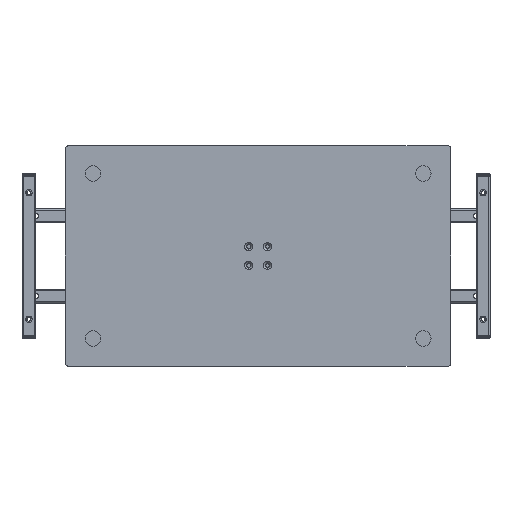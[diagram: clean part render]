
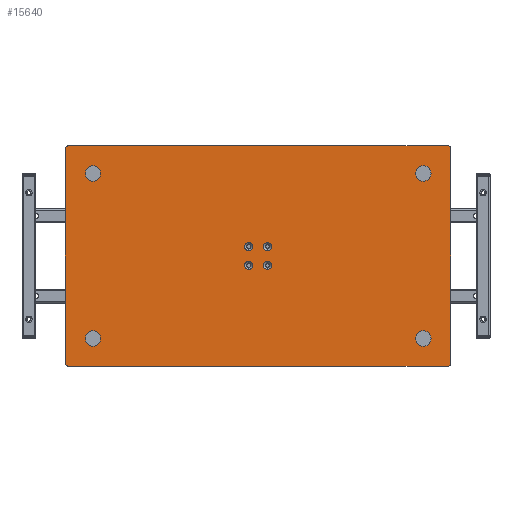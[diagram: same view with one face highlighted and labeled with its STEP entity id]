
A CAD part, front view. The second image highlights one B-rep face of the part: STEP entity #15640.
In plain terms, the highlighted planar face has unit normal (0, -1, 0).
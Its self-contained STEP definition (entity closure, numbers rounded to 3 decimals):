
#65 = DIRECTION ( 'NONE',  ( 0., -1., 0. ) ) ;
#338 = VECTOR ( 'NONE', #7353, 1000. ) ;
#422 = EDGE_LOOP ( 'NONE', ( #10144, #4811 ) ) ;
#442 = DIRECTION ( 'NONE',  ( 0., 0., -1. ) ) ;
#540 = DIRECTION ( 'NONE',  ( 0., 0., -1. ) ) ;
#597 = EDGE_CURVE ( 'NONE', #8236, #7296, #4636, .T. ) ;
#1135 = VERTEX_POINT ( 'NONE', #4946 ) ;
#1137 = VERTEX_POINT ( 'NONE', #11224 ) ;
#1162 = EDGE_CURVE ( 'NONE', #13658, #1137, #3445, .T. ) ;
#1409 = EDGE_CURVE ( 'NONE', #4164, #1839, #5394, .T. ) ;
#1593 = CARTESIAN_POINT ( 'NONE',  ( 17., 0., -17. ) ) ;
#1628 = DIRECTION ( 'NONE',  ( 0., -1., 0. ) ) ;
#1679 = CARTESIAN_POINT ( 'NONE',  ( -17., 0., 17. ) ) ;
#1839 = VERTEX_POINT ( 'NONE', #3510 ) ;
#1853 = EDGE_CURVE ( 'NONE', #13362, #15163, #4446, .T. ) ;
#1887 = AXIS2_PLACEMENT_3D ( 'NONE', #3688, #65, #8763 ) ;
#2082 = LINE ( 'NONE', #12315, #14934 ) ;
#2100 = CARTESIAN_POINT ( 'NONE',  ( 345., 0., -200. ) ) ;
#2196 = FACE_BOUND ( 'NONE', #6909, .T. ) ;
#2409 = CARTESIAN_POINT ( 'NONE',  ( -17., 0., 9.5 ) ) ;
#2538 = EDGE_CURVE ( 'NONE', #14466, #1135, #4450, .T. ) ;
#2730 = DIRECTION ( 'NONE',  ( 0., 0., -1. ) ) ;
#2772 = CARTESIAN_POINT ( 'NONE',  ( -350., 0., -195. ) ) ;
#2779 = DIRECTION ( 'NONE',  ( 0., -1., 0. ) ) ;
#2806 = ORIENTED_EDGE ( 'NONE', *, *, #1162, .F. ) ;
#2879 = AXIS2_PLACEMENT_3D ( 'NONE', #1593, #12764, #2730 ) ;
#2911 = DIRECTION ( 'NONE',  ( 0., -1., 0. ) ) ;
#2934 = DIRECTION ( 'NONE',  ( 0., -1., 0. ) ) ;
#3042 = ORIENTED_EDGE ( 'NONE', *, *, #1409, .F. ) ;
#3091 = AXIS2_PLACEMENT_3D ( 'NONE', #6913, #8091, #540 ) ;
#3227 = CIRCLE ( 'NONE', #5157, 7.5 ) ;
#3282 = CARTESIAN_POINT ( 'NONE',  ( -350., 0., -200. ) ) ;
#3430 = EDGE_CURVE ( 'NONE', #14588, #7296, #2082, .T. ) ;
#3434 = DIRECTION ( 'NONE',  ( -1., 0., 0. ) ) ;
#3445 = CIRCLE ( 'NONE', #1887, 7.5 ) ;
#3510 = CARTESIAN_POINT ( 'NONE',  ( 17., 0., -9.5 ) ) ;
#3617 = ORIENTED_EDGE ( 'NONE', *, *, #2538, .F. ) ;
#3688 = CARTESIAN_POINT ( 'NONE',  ( -17., 0., 17. ) ) ;
#3829 = DIRECTION ( 'NONE',  ( 0., 1., 0. ) ) ;
#3952 = ORIENTED_EDGE ( 'NONE', *, *, #13002, .F. ) ;
#3993 = AXIS2_PLACEMENT_3D ( 'NONE', #7839, #1628, #442 ) ;
#4150 = DIRECTION ( 'NONE',  ( 0., 0., -1. ) ) ;
#4158 = DIRECTION ( 'NONE',  ( 0., 0., 1. ) ) ;
#4164 = VERTEX_POINT ( 'NONE', #11456 ) ;
#4211 = CIRCLE ( 'NONE', #11466, 5. ) ;
#4220 = DIRECTION ( 'NONE',  ( 0., -1., 0. ) ) ;
#4446 = CIRCLE ( 'NONE', #12880, 5. ) ;
#4450 = CIRCLE ( 'NONE', #6436, 7.5 ) ;
#4636 = CIRCLE ( 'NONE', #13065, 5. ) ;
#4811 = ORIENTED_EDGE ( 'NONE', *, *, #9868, .F. ) ;
#4887 = DIRECTION ( 'NONE',  ( 0., 0., 1. ) ) ;
#4946 = CARTESIAN_POINT ( 'NONE',  ( -17., 0., -9.5 ) ) ;
#4994 = DIRECTION ( 'NONE',  ( 0., 0., -1. ) ) ;
#5157 = AXIS2_PLACEMENT_3D ( 'NONE', #1679, #2934, #10369 ) ;
#5187 = ORIENTED_EDGE ( 'NONE', *, *, #11715, .F. ) ;
#5394 = CIRCLE ( 'NONE', #15151, 7.5 ) ;
#5465 = ORIENTED_EDGE ( 'NONE', *, *, #16137, .F. ) ;
#5488 = EDGE_CURVE ( 'NONE', #8082, #15751, #9818, .T. ) ;
#5511 = LINE ( 'NONE', #3282, #5905 ) ;
#5905 = VECTOR ( 'NONE', #5908, 1000. ) ;
#5908 = DIRECTION ( 'NONE',  ( 0., 0., 1. ) ) ;
#5909 = CARTESIAN_POINT ( 'NONE',  ( -350., 0., 195. ) ) ;
#5919 = FACE_BOUND ( 'NONE', #8062, .T. ) ;
#6080 = AXIS2_PLACEMENT_3D ( 'NONE', #7391, #3829, #14933 ) ;
#6122 = CARTESIAN_POINT ( 'NONE',  ( 350., 0., -200. ) ) ;
#6436 = AXIS2_PLACEMENT_3D ( 'NONE', #10396, #2911, #4150 ) ;
#6571 = EDGE_LOOP ( 'NONE', ( #5465, #11916, #12284, #11362, #5187, #11989, #7585, #9157 ) ) ;
#6582 = CARTESIAN_POINT ( 'NONE',  ( -345., 0., 195. ) ) ;
#6909 = EDGE_LOOP ( 'NONE', ( #2806, #7963 ) ) ;
#6913 = CARTESIAN_POINT ( 'NONE',  ( -17., 0., -17. ) ) ;
#7083 = AXIS2_PLACEMENT_3D ( 'NONE', #14546, #8081, #12005 ) ;
#7296 = VERTEX_POINT ( 'NONE', #11227 ) ;
#7353 = DIRECTION ( 'NONE',  ( 0., 0., -1. ) ) ;
#7391 = CARTESIAN_POINT ( 'NONE',  ( 0., 0., 0. ) ) ;
#7395 = CARTESIAN_POINT ( 'NONE',  ( 17., 0., 24.5 ) ) ;
#7585 = ORIENTED_EDGE ( 'NONE', *, *, #13911, .F. ) ;
#7839 = CARTESIAN_POINT ( 'NONE',  ( 17., 0., 17. ) ) ;
#7963 = ORIENTED_EDGE ( 'NONE', *, *, #9761, .F. ) ;
#8062 = EDGE_LOOP ( 'NONE', ( #3042, #13329 ) ) ;
#8081 = DIRECTION ( 'NONE',  ( 0., -1., 0. ) ) ;
#8082 = VERTEX_POINT ( 'NONE', #9994 ) ;
#8091 = DIRECTION ( 'NONE',  ( 0., -1., 0. ) ) ;
#8097 = CARTESIAN_POINT ( 'NONE',  ( -17., 0., -24.5 ) ) ;
#8236 = VERTEX_POINT ( 'NONE', #2772 ) ;
#8598 = CARTESIAN_POINT ( 'NONE',  ( 345., 0., 195. ) ) ;
#8751 = DIRECTION ( 'NONE',  ( 0., -1., 0. ) ) ;
#8763 = DIRECTION ( 'NONE',  ( 0., 0., -1. ) ) ;
#9157 = ORIENTED_EDGE ( 'NONE', *, *, #1853, .T. ) ;
#9680 = LINE ( 'NONE', #11670, #12014 ) ;
#9761 = EDGE_CURVE ( 'NONE', #1137, #13658, #3227, .T. ) ;
#9818 = CIRCLE ( 'NONE', #7083, 7.5 ) ;
#9868 = EDGE_CURVE ( 'NONE', #15751, #8082, #11620, .T. ) ;
#9994 = CARTESIAN_POINT ( 'NONE',  ( 17., 0., 9.5 ) ) ;
#10060 = DIRECTION ( 'NONE',  ( 0., 0., 1. ) ) ;
#10144 = ORIENTED_EDGE ( 'NONE', *, *, #5488, .F. ) ;
#10278 = DIRECTION ( 'NONE',  ( 0., 0., 1. ) ) ;
#10369 = DIRECTION ( 'NONE',  ( 0., 0., -1. ) ) ;
#10381 = DIRECTION ( 'NONE',  ( 0., -1., 0. ) ) ;
#10396 = CARTESIAN_POINT ( 'NONE',  ( -17., 0., -17. ) ) ;
#10475 = DIRECTION ( 'NONE',  ( 1., 0., 0. ) ) ;
#10669 = CIRCLE ( 'NONE', #3091, 7.5 ) ;
#11205 = PLANE ( 'NONE',  #6080 ) ;
#11209 = CARTESIAN_POINT ( 'NONE',  ( 345., 0., 200. ) ) ;
#11224 = CARTESIAN_POINT ( 'NONE',  ( -17., 0., 24.5 ) ) ;
#11227 = CARTESIAN_POINT ( 'NONE',  ( -345., 0., -200. ) ) ;
#11330 = CARTESIAN_POINT ( 'NONE',  ( 17., 0., -17. ) ) ;
#11362 = ORIENTED_EDGE ( 'NONE', *, *, #13768, .T. ) ;
#11391 = EDGE_LOOP ( 'NONE', ( #3617, #3952 ) ) ;
#11456 = CARTESIAN_POINT ( 'NONE',  ( 17., 0., -24.5 ) ) ;
#11466 = AXIS2_PLACEMENT_3D ( 'NONE', #8598, #13500, #4887 ) ;
#11620 = CIRCLE ( 'NONE', #3993, 7.5 ) ;
#11632 = CIRCLE ( 'NONE', #15514, 5. ) ;
#11670 = CARTESIAN_POINT ( 'NONE',  ( -350., 0., 200. ) ) ;
#11702 = VERTEX_POINT ( 'NONE', #15901 ) ;
#11715 = EDGE_CURVE ( 'NONE', #11702, #16026, #14342, .T. ) ;
#11916 = ORIENTED_EDGE ( 'NONE', *, *, #597, .T. ) ;
#11989 = ORIENTED_EDGE ( 'NONE', *, *, #13183, .T. ) ;
#12005 = DIRECTION ( 'NONE',  ( 0., 0., -1. ) ) ;
#12014 = VECTOR ( 'NONE', #10475, 1000. ) ;
#12138 = FACE_BOUND ( 'NONE', #11391, .T. ) ;
#12284 = ORIENTED_EDGE ( 'NONE', *, *, #3430, .F. ) ;
#12295 = EDGE_CURVE ( 'NONE', #1839, #4164, #15154, .T. ) ;
#12315 = CARTESIAN_POINT ( 'NONE',  ( -350., 0., -200. ) ) ;
#12733 = FACE_OUTER_BOUND ( 'NONE', #6571, .T. ) ;
#12764 = DIRECTION ( 'NONE',  ( 0., -1., 0. ) ) ;
#12822 = CARTESIAN_POINT ( 'NONE',  ( 345., 0., -195. ) ) ;
#12880 = AXIS2_PLACEMENT_3D ( 'NONE', #6582, #2779, #10060 ) ;
#12929 = FACE_BOUND ( 'NONE', #422, .T. ) ;
#13002 = EDGE_CURVE ( 'NONE', #1135, #14466, #10669, .T. ) ;
#13065 = AXIS2_PLACEMENT_3D ( 'NONE', #14124, #4220, #4158 ) ;
#13183 = EDGE_CURVE ( 'NONE', #11702, #14684, #4211, .T. ) ;
#13329 = ORIENTED_EDGE ( 'NONE', *, *, #12295, .F. ) ;
#13362 = VERTEX_POINT ( 'NONE', #15103 ) ;
#13500 = DIRECTION ( 'NONE',  ( 0., -1., 0. ) ) ;
#13658 = VERTEX_POINT ( 'NONE', #2409 ) ;
#13768 = EDGE_CURVE ( 'NONE', #14588, #16026, #11632, .T. ) ;
#13911 = EDGE_CURVE ( 'NONE', #13362, #14684, #9680, .T. ) ;
#14116 = CARTESIAN_POINT ( 'NONE',  ( 350., 0., -195. ) ) ;
#14124 = CARTESIAN_POINT ( 'NONE',  ( -345., 0., -195. ) ) ;
#14342 = LINE ( 'NONE', #6122, #338 ) ;
#14466 = VERTEX_POINT ( 'NONE', #8097 ) ;
#14546 = CARTESIAN_POINT ( 'NONE',  ( 17., 0., 17. ) ) ;
#14588 = VERTEX_POINT ( 'NONE', #2100 ) ;
#14684 = VERTEX_POINT ( 'NONE', #11209 ) ;
#14933 = DIRECTION ( 'NONE',  ( 0., 0., 1. ) ) ;
#14934 = VECTOR ( 'NONE', #3434, 1000. ) ;
#15103 = CARTESIAN_POINT ( 'NONE',  ( -345., 0., 200. ) ) ;
#15151 = AXIS2_PLACEMENT_3D ( 'NONE', #11330, #8751, #4994 ) ;
#15154 = CIRCLE ( 'NONE', #2879, 7.5 ) ;
#15163 = VERTEX_POINT ( 'NONE', #5909 ) ;
#15514 = AXIS2_PLACEMENT_3D ( 'NONE', #12822, #10381, #10278 ) ;
#15640 = ADVANCED_FACE ( 'NONE', ( #5919, #12138, #2196, #12929, #12733 ), #11205, .F. ) ;
#15751 = VERTEX_POINT ( 'NONE', #7395 ) ;
#15901 = CARTESIAN_POINT ( 'NONE',  ( 350., 0., 195. ) ) ;
#16026 = VERTEX_POINT ( 'NONE', #14116 ) ;
#16137 = EDGE_CURVE ( 'NONE', #8236, #15163, #5511, .T. ) ;
